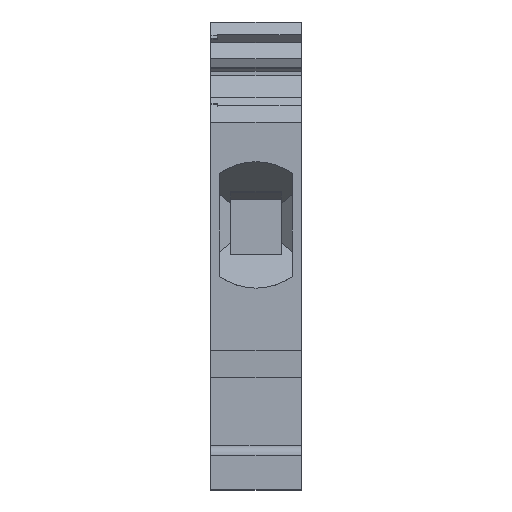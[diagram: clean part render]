
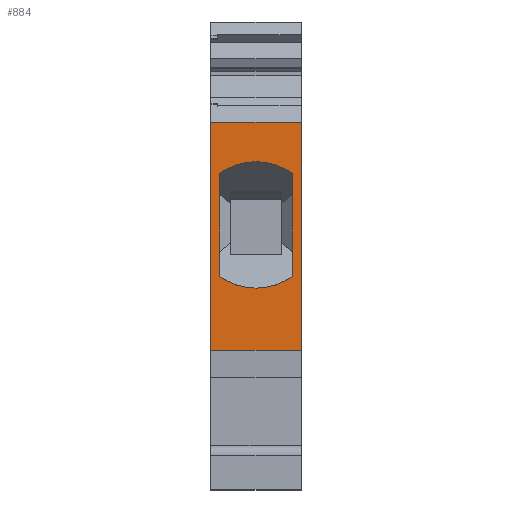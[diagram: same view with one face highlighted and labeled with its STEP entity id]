
A CAD part, front view. The second image highlights one B-rep face of the part: STEP entity #884.
In plain terms, the highlighted planar face has unit normal (0, -1, 0).
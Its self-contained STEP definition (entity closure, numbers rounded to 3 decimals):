
#750=AXIS2_PLACEMENT_3D('Circle Axis2P3D',#748,#749,$) ;
#829=AXIS2_PLACEMENT_3D('Circle Axis2P3D',#827,#828,$) ;
#842=AXIS2_PLACEMENT_3D('Plane Axis2P3D',#839,#840,#841) ;
#719=CARTESIAN_POINT('Vertex',(0.8,0.,28.543)) ;
#722=CARTESIAN_POINT('Line Origine',(0.8,0.,23.9)) ;
#726=CARTESIAN_POINT('Vertex',(0.8,0.,19.257)) ;
#748=CARTESIAN_POINT('Axis2P3D Location',(4.075,0.,23.8)) ;
#752=CARTESIAN_POINT('Vertex',(7.35,0.,19.257)) ;
#772=CARTESIAN_POINT('Line Origine',(7.35,0.,23.9)) ;
#776=CARTESIAN_POINT('Vertex',(7.35,0.,28.543)) ;
#827=CARTESIAN_POINT('Axis2P3D Location',(4.075,0.,24.)) ;
#839=CARTESIAN_POINT('Axis2P3D Location',(8.15,0.,14.6)) ;
#844=CARTESIAN_POINT('Line Origine',(4.075,0.,33.15)) ;
#848=CARTESIAN_POINT('Vertex',(0.,0.,33.15)) ;
#850=CARTESIAN_POINT('Vertex',(8.15,0.,33.15)) ;
#853=CARTESIAN_POINT('Line Origine',(0.,0.,22.875)) ;
#857=CARTESIAN_POINT('Vertex',(0.,0.,12.6)) ;
#860=CARTESIAN_POINT('Line Origine',(4.075,0.,12.6)) ;
#864=CARTESIAN_POINT('Vertex',(8.15,0.,12.6)) ;
#867=CARTESIAN_POINT('Line Origine',(8.15,0.,22.875)) ;
#723=DIRECTION('Vector Direction',(0.,0.,1.)) ;
#749=DIRECTION('Axis2P3D Direction',(0.,1.,0.)) ;
#773=DIRECTION('Vector Direction',(0.,0.,1.)) ;
#828=DIRECTION('Axis2P3D Direction',(0.,-1.,0.)) ;
#840=DIRECTION('Axis2P3D Direction',(0.,1.,0.)) ;
#841=DIRECTION('Axis2P3D XDirection',(0.,0.,-1.)) ;
#845=DIRECTION('Vector Direction',(1.,0.,0.)) ;
#854=DIRECTION('Vector Direction',(0.,0.,-1.)) ;
#861=DIRECTION('Vector Direction',(1.,0.,0.)) ;
#868=DIRECTION('Vector Direction',(0.,0.,-1.)) ;
#724=VECTOR('Line Direction',#723,1.) ;
#774=VECTOR('Line Direction',#773,1.) ;
#846=VECTOR('Line Direction',#845,1.) ;
#855=VECTOR('Line Direction',#854,1.) ;
#862=VECTOR('Line Direction',#861,1.) ;
#869=VECTOR('Line Direction',#868,1.) ;
#873=ORIENTED_EDGE('',*,*,#852,.F.) ;
#874=ORIENTED_EDGE('',*,*,#859,.T.) ;
#875=ORIENTED_EDGE('',*,*,#866,.T.) ;
#876=ORIENTED_EDGE('',*,*,#871,.F.) ;
#879=ORIENTED_EDGE('',*,*,#728,.T.) ;
#880=ORIENTED_EDGE('',*,*,#831,.T.) ;
#881=ORIENTED_EDGE('',*,*,#778,.F.) ;
#882=ORIENTED_EDGE('',*,*,#754,.T.) ;
#883=FACE_BOUND('',#878,.T.) ;
#884=ADVANCED_FACE('MANIFOLD_SOLID_BREP #71430',(#877,#883),#843,.F.) ;
#751=CIRCLE('generated circle',#750,5.6) ;
#830=CIRCLE('generated circle',#829,5.6) ;
#728=EDGE_CURVE('',#727,#720,#725,.T.) ;
#754=EDGE_CURVE('',#753,#727,#751,.T.) ;
#778=EDGE_CURVE('',#753,#777,#775,.T.) ;
#831=EDGE_CURVE('',#720,#777,#830,.F.) ;
#852=EDGE_CURVE('',#849,#851,#847,.T.) ;
#859=EDGE_CURVE('',#849,#858,#856,.T.) ;
#866=EDGE_CURVE('',#858,#865,#863,.T.) ;
#871=EDGE_CURVE('',#851,#865,#870,.T.) ;
#872=EDGE_LOOP('',(#873,#874,#875,#876)) ;
#878=EDGE_LOOP('',(#879,#880,#881,#882)) ;
#877=FACE_OUTER_BOUND('',#872,.T.) ;
#725=LINE('Line',#722,#724) ;
#775=LINE('Line',#772,#774) ;
#847=LINE('Line',#844,#846) ;
#856=LINE('Line',#853,#855) ;
#863=LINE('Line',#860,#862) ;
#870=LINE('Line',#867,#869) ;
#843=PLANE('',#842) ;
#720=VERTEX_POINT('',#719) ;
#727=VERTEX_POINT('',#726) ;
#753=VERTEX_POINT('',#752) ;
#777=VERTEX_POINT('',#776) ;
#849=VERTEX_POINT('',#848) ;
#851=VERTEX_POINT('',#850) ;
#858=VERTEX_POINT('',#857) ;
#865=VERTEX_POINT('',#864) ;
